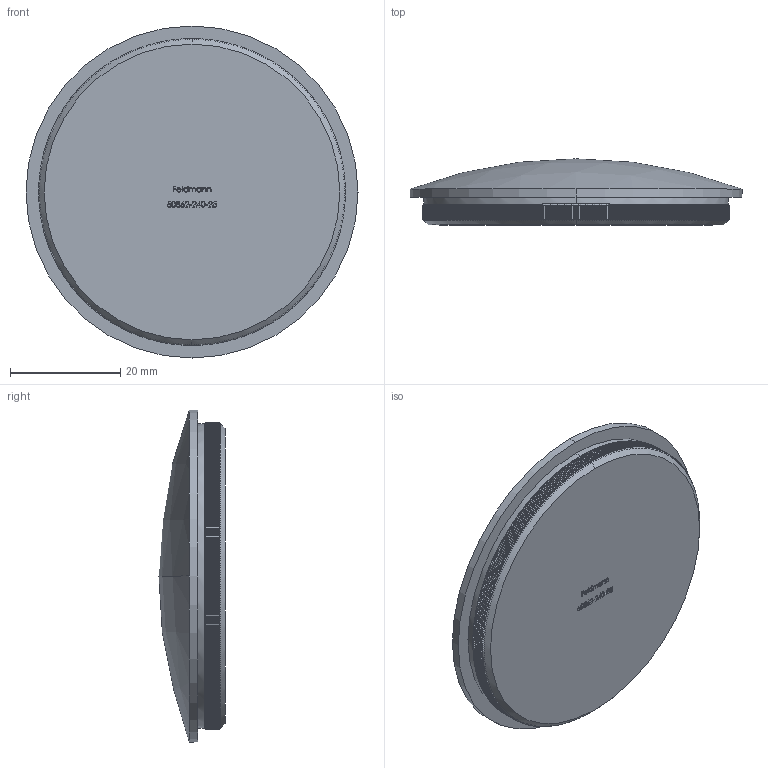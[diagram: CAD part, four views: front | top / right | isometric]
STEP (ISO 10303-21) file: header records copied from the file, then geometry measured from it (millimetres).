
FILE_DESCRIPTION (( 'STEP AP203' ), '1' );
FILE_NAME ('50862-240-25.step', '2018-12-03T10:30:14', ( '' ), ( '' ), 'SwSTEP 2.0', 'SolidWorks 2015', '' );
FILE_SCHEMA (( 'CONFIG_CONTROL_DESIGN' ));
Length unit declared in the file: millimetre
Products named in the file (1): 50862-240-25
Bounding box: 60.3 x 12 x 60.3 mm (x, y, z)
Volume: 24248.3 mm3; surface area: 7170.8 mm2
Topology: 1 solids, 1 shells, 1913 faces, 4820 edges, 2939 vertices
Faces by surface type: plane 959, cylinder 414, cone 412, bspline 126, sphere 2
Entity records: 65153 total; most frequent: CARTESIAN_POINT 22679, ORIENTED_EDGE 9640, DIRECTION 7746, EDGE_CURVE 4820, AXIS2_PLACEMENT_3D 3030, VERTEX_POINT 2939, EDGE_LOOP 1943, FACE_OUTER_BOUND 1913
